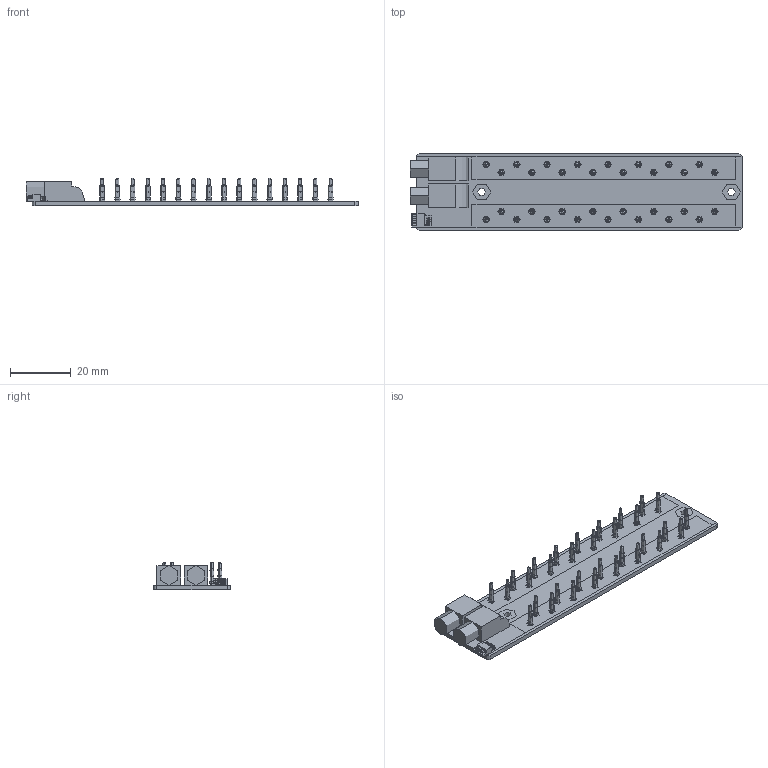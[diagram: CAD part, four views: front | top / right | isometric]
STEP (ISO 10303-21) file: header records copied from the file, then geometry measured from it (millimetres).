
FILE_DESCRIPTION (( 'STEP AP214' ), '1' );
FILE_NAME ('two connector board asm.STEP', '2016-05-18T21:20:46', ( '' ), ( '' ), 'SwSTEP 2.0', 'SolidWorks 2015', '' );
FILE_SCHEMA (( 'AUTOMOTIVE_DESIGN' ));
Length unit declared in the file: millimetre
Products named in the file (174): mill-max-0928-0-15-20-77-14-11-0; mill-max-0928-0-15-20-77-14-11-0_6914-0; mill-max-0928-0-15-20-77-14-11-0_0960-X; mill-max-0928-0-15-20-77-14-11-0_SPRING; mill-max-0928-0-15-20-77-14-11-0_6958-0; Jack PCB; board; two connector board asm; A79623-001; mill-max-0928-0-15-20-77-14-11-0_default; mill-max-0928-0-15-20-77-14-11-0_SPRING_0977-0-00-00-77-14-45-0; mill-max-0928-0-15-20-77-14-11-0_6914-0_6914-0-00-20-00-00-13-0; mill-max-0928-0-15-20-77-14-11-0_6958-0_6958-0-00-20-00-00-13-0; mill-max-0928-0-15-20-77-14-11-0_0960-X_0960-0-00-20-00-00-13-0
Assembly tree (104 placements, depth 3):
  mill-max-0928-0-15-20-77-14-11-0_6914-0
  mill-max-0928-0-15-20-77-14-11-0_0960-X
  mill-max-0928-0-15-20-77-14-11-0_6958-0
  mill-max-0928-0-15-20-77-14-11-0_6914-0
  mill-max-0928-0-15-20-77-14-11-0_0960-X
Bounding box: 109 x 25 x 8.99 mm (x, y, z)
Volume: 5791.6 mm3; surface area: 9915.8 mm2
Topology: 132 solids, 138 shells, 1956 faces, 4244 edges, 2433 vertices
Faces by surface type: cylinder 794, cone 524, plane 418, bspline 92, sphere 64, torus 64
Entity records: 31631 total; most frequent: CARTESIAN_POINT 16777, DIRECTION 2258, ORIENTED_EDGE 1688, AXIS2_PLACEMENT_3D 960, EDGE_CURVE 844, VERTEX_POINT 566, EDGE_LOOP 476, CIRCLE 466
